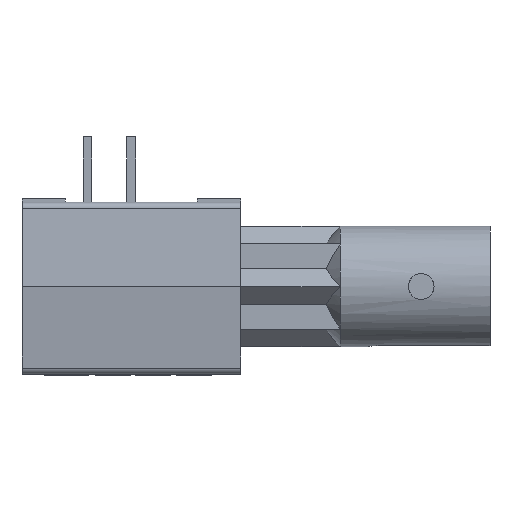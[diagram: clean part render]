
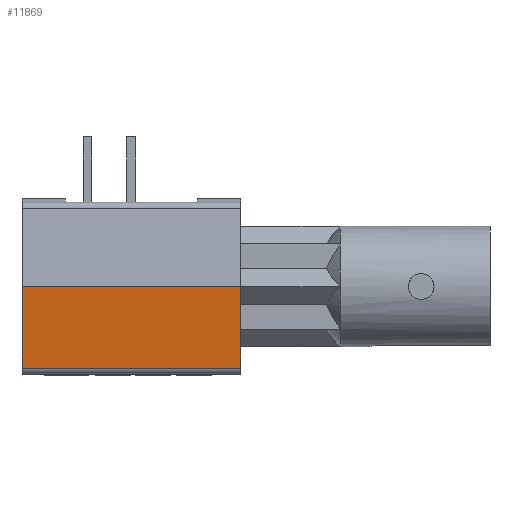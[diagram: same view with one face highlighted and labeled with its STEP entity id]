
A CAD part, left-side view. The second image highlights one B-rep face of the part: STEP entity #11869.
In plain terms, the highlighted planar face has unit normal (-0.995, 0, -0.098).
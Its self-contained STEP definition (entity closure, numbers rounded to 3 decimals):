
#1113 = CARTESIAN_POINT ( 'NONE',  ( -6.35, -6.35, 5.1 ) ) ;
#1772 = VERTEX_POINT ( 'NONE', #9730 ) ;
#1804 = DIRECTION ( 'NONE',  ( 0., 1., 0. ) ) ;
#1971 = CARTESIAN_POINT ( 'NONE',  ( -6.35, 6.35, 5.1 ) ) ;
#4019 = DIRECTION ( 'NONE',  ( 0., -1., 0. ) ) ;
#5824 = DIRECTION ( 'NONE',  ( -0.098, 0., 0.995 ) ) ;
#5987 = DIRECTION ( 'NONE',  ( 0.995, 0., 0.098 ) ) ;
#6148 = EDGE_CURVE ( 'NONE', #16505, #12360, #21132, .T. ) ;
#6241 = LINE ( 'NONE', #21523, #18630 ) ;
#7540 = AXIS2_PLACEMENT_3D ( 'NONE', #1971, #5987, #19501 ) ;
#7570 = CARTESIAN_POINT ( 'NONE',  ( -5.885, -6.35, 0.361 ) ) ;
#7978 = ORIENTED_EDGE ( 'NONE', *, *, #15608, .F. ) ;
#8696 = EDGE_CURVE ( 'NONE', #12360, #1772, #9410, .T. ) ;
#9061 = VECTOR ( 'NONE', #1804, 1000. ) ;
#9410 = LINE ( 'NONE', #17084, #23809 ) ;
#9550 = ORIENTED_EDGE ( 'NONE', *, *, #11471, .T. ) ;
#9586 = FACE_OUTER_BOUND ( 'NONE', #14703, .T. ) ;
#9730 = CARTESIAN_POINT ( 'NONE',  ( -6.35, 6.35, 5.1 ) ) ;
#11471 = EDGE_CURVE ( 'NONE', #16505, #17922, #22990, .T. ) ;
#11589 = PLANE ( 'NONE',  #7540 ) ;
#11869 = ADVANCED_FACE ( 'NONE', ( #9586 ), #11589, .F. ) ;
#12360 = VERTEX_POINT ( 'NONE', #20216 ) ;
#13528 = VECTOR ( 'NONE', #5824, 1000. ) ;
#14703 = EDGE_LOOP ( 'NONE', ( #19972, #9550, #7978, #21601 ) ) ;
#15608 = EDGE_CURVE ( 'NONE', #1772, #17922, #6241, .T. ) ;
#16505 = VERTEX_POINT ( 'NONE', #18887 ) ;
#17084 = CARTESIAN_POINT ( 'NONE',  ( -6.35, 6.35, 5.1 ) ) ;
#17922 = VERTEX_POINT ( 'NONE', #1113 ) ;
#18630 = VECTOR ( 'NONE', #4019, 1000. ) ;
#18887 = CARTESIAN_POINT ( 'NONE',  ( -5.885, -6.35, 0.361 ) ) ;
#18993 = CARTESIAN_POINT ( 'NONE',  ( -5.885, 6.35, 0.361 ) ) ;
#19501 = DIRECTION ( 'NONE',  ( 0.098, 0., -0.995 ) ) ;
#19972 = ORIENTED_EDGE ( 'NONE', *, *, #6148, .F. ) ;
#20216 = CARTESIAN_POINT ( 'NONE',  ( -5.885, 6.35, 0.361 ) ) ;
#21132 = LINE ( 'NONE', #18993, #9061 ) ;
#21523 = CARTESIAN_POINT ( 'NONE',  ( -6.35, 6.35, 5.1 ) ) ;
#21601 = ORIENTED_EDGE ( 'NONE', *, *, #8696, .F. ) ;
#22990 = LINE ( 'NONE', #7570, #13528 ) ;
#23809 = VECTOR ( 'NONE', #24725, 1000. ) ;
#24725 = DIRECTION ( 'NONE',  ( -0.098, 0., 0.995 ) ) ;
